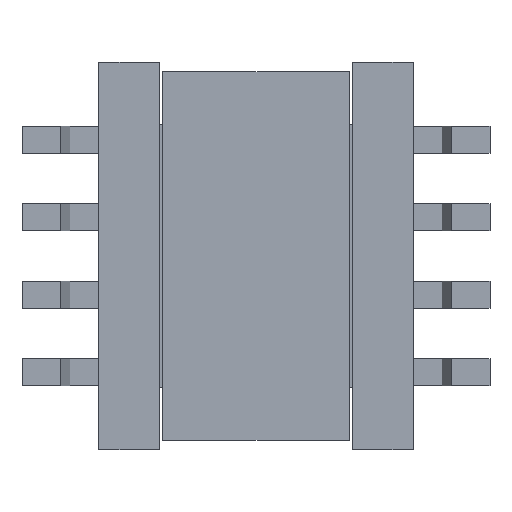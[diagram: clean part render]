
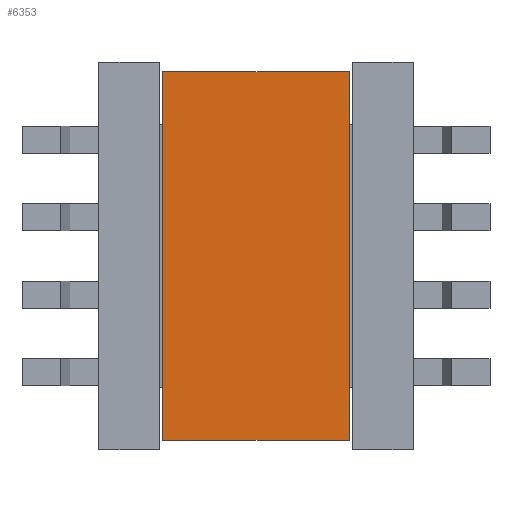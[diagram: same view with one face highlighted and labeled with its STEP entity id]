
A CAD part, front view. The second image highlights one B-rep face of the part: STEP entity #6353.
In plain terms, the highlighted planar face has unit normal (0, -1, 0).
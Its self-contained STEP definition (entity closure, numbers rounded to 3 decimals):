
#57 = LINE ( 'NONE', #6965, #5582 ) ;
#275 = DIRECTION ( 'NONE',  ( 0., 0., 1. ) ) ;
#306 = DIRECTION ( 'NONE',  ( 1., 0., 0. ) ) ;
#383 = DIRECTION ( 'NONE',  ( 0., -1., 0. ) ) ;
#433 = LINE ( 'NONE', #1519, #7015 ) ;
#435 = LINE ( 'NONE', #7289, #9839 ) ;
#695 = CARTESIAN_POINT ( 'NONE',  ( -2.4, 0.15, -4.75 ) ) ;
#1151 = EDGE_CURVE ( 'NONE', #5364, #9355, #57, .T. ) ;
#1519 = CARTESIAN_POINT ( 'NONE',  ( 2.4, 0.15, 4.75 ) ) ;
#1827 = CARTESIAN_POINT ( 'NONE',  ( 2.4, 0.15, 4.75 ) ) ;
#2419 = CARTESIAN_POINT ( 'NONE',  ( -2.4, 0.15, 4.75 ) ) ;
#2517 = VECTOR ( 'NONE', #275, 1000. ) ;
#2979 = DIRECTION ( 'NONE',  ( 0., 0., -1. ) ) ;
#3230 = VERTEX_POINT ( 'NONE', #4774 ) ;
#3734 = ORIENTED_EDGE ( 'NONE', *, *, #3805, .T. ) ;
#3805 = EDGE_CURVE ( 'NONE', #3230, #5364, #433, .T. ) ;
#4291 = EDGE_LOOP ( 'NONE', ( #5983, #5513, #3734, #4756 ) ) ;
#4610 = CARTESIAN_POINT ( 'NONE',  ( 2.4, 0.15, -4.75 ) ) ;
#4646 = DIRECTION ( 'NONE',  ( -1., 0., 0. ) ) ;
#4709 = LINE ( 'NONE', #9791, #2517 ) ;
#4756 = ORIENTED_EDGE ( 'NONE', *, *, #1151, .T. ) ;
#4774 = CARTESIAN_POINT ( 'NONE',  ( 2.4, 0.15, 4.75 ) ) ;
#4976 = AXIS2_PLACEMENT_3D ( 'NONE', #1827, #383, #5049 ) ;
#5049 = DIRECTION ( 'NONE',  ( 0., 0., -1. ) ) ;
#5364 = VERTEX_POINT ( 'NONE', #2419 ) ;
#5513 = ORIENTED_EDGE ( 'NONE', *, *, #5613, .T. ) ;
#5582 = VECTOR ( 'NONE', #2979, 1000. ) ;
#5613 = EDGE_CURVE ( 'NONE', #9783, #3230, #4709, .T. ) ;
#5658 = EDGE_CURVE ( 'NONE', #9355, #9783, #435, .T. ) ;
#5923 = FACE_OUTER_BOUND ( 'NONE', #4291, .T. ) ;
#5983 = ORIENTED_EDGE ( 'NONE', *, *, #5658, .T. ) ;
#6353 = ADVANCED_FACE ( 'NONE', ( #5923 ), #7369, .T. ) ;
#6965 = CARTESIAN_POINT ( 'NONE',  ( -2.4, 0.15, 4.75 ) ) ;
#7015 = VECTOR ( 'NONE', #4646, 1000. ) ;
#7289 = CARTESIAN_POINT ( 'NONE',  ( 2.4, 0.15, -4.75 ) ) ;
#7369 = PLANE ( 'NONE',  #4976 ) ;
#9355 = VERTEX_POINT ( 'NONE', #695 ) ;
#9783 = VERTEX_POINT ( 'NONE', #4610 ) ;
#9791 = CARTESIAN_POINT ( 'NONE',  ( 2.4, 0.15, 4.75 ) ) ;
#9839 = VECTOR ( 'NONE', #306, 1000. ) ;
